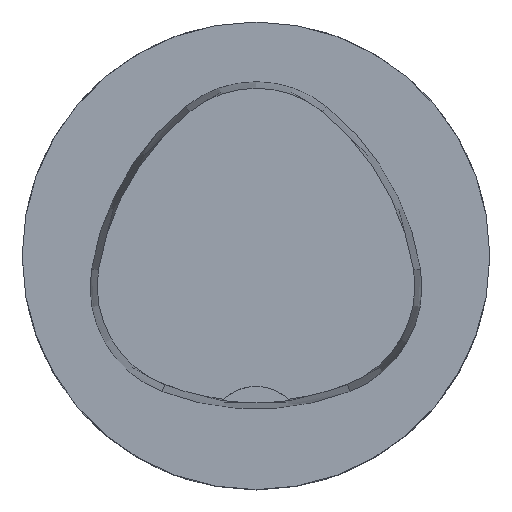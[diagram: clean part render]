
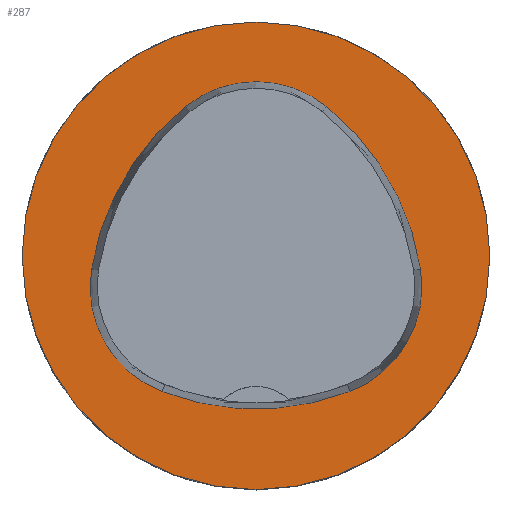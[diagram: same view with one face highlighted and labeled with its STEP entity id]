
A CAD part, top view. The second image highlights one B-rep face of the part: STEP entity #287.
In plain terms, the highlighted planar face has unit normal (0, 0, 1).
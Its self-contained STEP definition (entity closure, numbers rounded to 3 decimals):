
#152=CIRCLE('',#1472,25.0);
#153=CIRCLE('',#1478,28.0);
#155=CIRCLE('',#1481,12.0);
#157=CIRCLE('',#1484,28.0);
#159=CIRCLE('',#1487,12.0);
#163=CIRCLE('',#1492,28.0);
#165=CIRCLE('',#1495,12.0);
#213=FACE_BOUND('',#475,.T.);
#214=FACE_BOUND('',#476,.T.);
#287=ADVANCED_FACE('',(#213,#214),#361,.T.);
#361=PLANE('',#1500);
#475=EDGE_LOOP('',(#636,#637,#638,#639,#640,#641));
#476=EDGE_LOOP('',(#642));
#636=ORIENTED_EDGE('',*,*,#1112,.T.);
#637=ORIENTED_EDGE('',*,*,#1092,.T.);
#638=ORIENTED_EDGE('',*,*,#1096,.T.);
#639=ORIENTED_EDGE('',*,*,#1099,.T.);
#640=ORIENTED_EDGE('',*,*,#1102,.T.);
#641=ORIENTED_EDGE('',*,*,#1110,.T.);
#642=ORIENTED_EDGE('',*,*,#1083,.F.);
#955=VERTEX_POINT('',#2048);
#964=VERTEX_POINT('',#2067);
#965=VERTEX_POINT('',#2068);
#968=VERTEX_POINT('',#2076);
#970=VERTEX_POINT('',#2082);
#972=VERTEX_POINT('',#2088);
#979=VERTEX_POINT('',#2109);
#1083=EDGE_CURVE('',#955,#955,#152,.T.);
#1092=EDGE_CURVE('',#964,#965,#153,.T.);
#1096=EDGE_CURVE('',#965,#968,#155,.T.);
#1099=EDGE_CURVE('',#968,#970,#157,.T.);
#1102=EDGE_CURVE('',#970,#972,#159,.T.);
#1110=EDGE_CURVE('',#972,#979,#163,.T.);
#1112=EDGE_CURVE('',#979,#964,#165,.T.);
#1472=AXIS2_PLACEMENT_3D('',#2047,#1638,#1639);
#1478=AXIS2_PLACEMENT_3D('',#2066,#1654,#1655);
#1481=AXIS2_PLACEMENT_3D('',#2075,#1662,#1663);
#1484=AXIS2_PLACEMENT_3D('',#2081,#1669,#1670);
#1487=AXIS2_PLACEMENT_3D('',#2087,#1676,#1677);
#1492=AXIS2_PLACEMENT_3D('',#2110,#1688,#1689);
#1495=AXIS2_PLACEMENT_3D('',#2113,#1694,#1695);
#1500=AXIS2_PLACEMENT_3D('',#2118,#1704,#1705);
#1638=DIRECTION('',(0.0,0.0,-1.0));
#1639=DIRECTION('',(-1.0,0.0,0.0));
#1654=DIRECTION('',(0.0,0.0,-1.0));
#1655=DIRECTION('',(-1.0,0.0,0.0));
#1662=DIRECTION('',(0.0,0.0,-1.0));
#1663=DIRECTION('',(-1.0,0.0,0.0));
#1669=DIRECTION('',(0.0,0.0,-1.0));
#1670=DIRECTION('',(-1.0,0.0,0.0));
#1676=DIRECTION('',(0.0,0.0,-1.0));
#1677=DIRECTION('',(-1.0,0.0,0.0));
#1688=DIRECTION('',(0.0,0.0,-1.0));
#1689=DIRECTION('',(-1.0,0.0,0.0));
#1694=DIRECTION('',(0.0,0.0,-1.0));
#1695=DIRECTION('',(-1.0,0.0,0.0));
#1704=DIRECTION('',(0.0,0.0,1.0));
#1705=DIRECTION('',(1.0,0.0,0.0));
#2047=CARTESIAN_POINT('',(0.0,0.0,0.0));
#2048=CARTESIAN_POINT('',(-25.0,0.0,0.0));
#2066=CARTESIAN_POINT('',(10.068,-5.824,0.0));
#2067=CARTESIAN_POINT('',(-17.584,-1.424,0.0));
#2068=CARTESIAN_POINT('',(-7.531,15.953,0.0));
#2075=CARTESIAN_POINT('',(0.011,6.62,0.0));
#2076=CARTESIAN_POINT('',(7.567,15.942,0.0));
#2081=CARTESIAN_POINT('',(-10.063,-5.81,0.0));
#2082=CARTESIAN_POINT('',(17.59,-1.418,0.0));
#2087=CARTESIAN_POINT('',(5.739,-3.3,0.0));
#2088=CARTESIAN_POINT('',(10.05,-14.499,0.0));
#2109=CARTESIAN_POINT('',(-10.025,-14.516,0.0));
#2110=CARTESIAN_POINT('',(-0.01,11.631,0.0));
#2113=CARTESIAN_POINT('',(-5.733,-3.31,0.0));
#2118=CARTESIAN_POINT('',(0.0,0.0,0.0));
